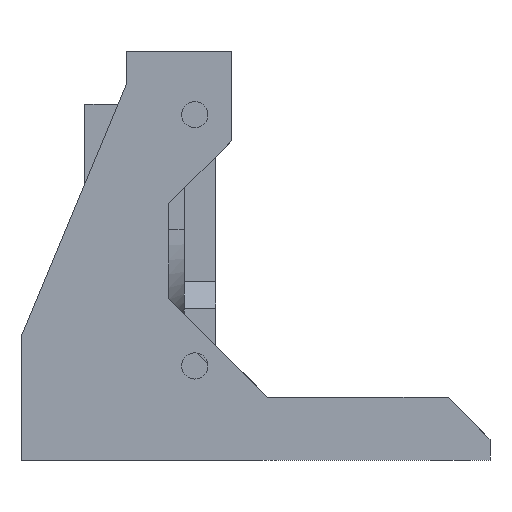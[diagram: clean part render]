
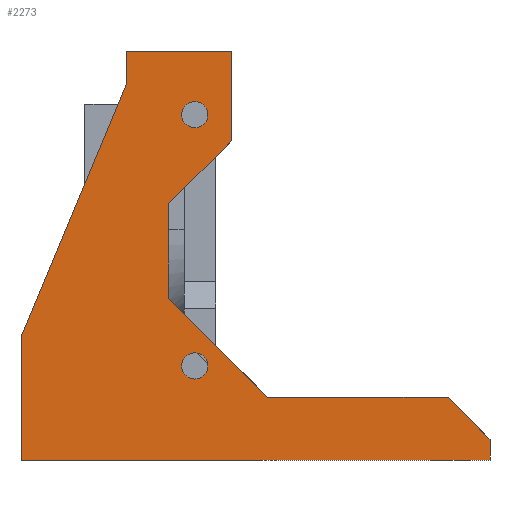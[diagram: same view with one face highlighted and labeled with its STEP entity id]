
A CAD part, left-side view. The second image highlights one B-rep face of the part: STEP entity #2273.
In plain terms, the highlighted planar face has unit normal (-1, 0, 0).
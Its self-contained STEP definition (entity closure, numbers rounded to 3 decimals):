
#90 = VERTEX_POINT ( 'NONE', #1614 ) ;
#143 = VECTOR ( 'NONE', #636, 1000. ) ;
#155 = CARTESIAN_POINT ( 'NONE',  ( 0., 21.225, 6. ) ) ;
#173 = CARTESIAN_POINT ( 'NONE',  ( 0., 24.7, 30.49 ) ) ;
#174 = CIRCLE ( 'NONE', #2222, 1.25 ) ;
#208 = DIRECTION ( 'NONE',  ( 0., 0., -1. ) ) ;
#249 = EDGE_CURVE ( 'NONE', #1461, #1541, #174, .T. ) ;
#256 = EDGE_CURVE ( 'NONE', #1886, #585, #1260, .T. ) ;
#299 = VECTOR ( 'NONE', #2258, 1000. ) ;
#350 = ORIENTED_EDGE ( 'NONE', *, *, #710, .T. ) ;
#371 = ORIENTED_EDGE ( 'NONE', *, *, #1930, .T. ) ;
#479 = DIRECTION ( 'NONE',  ( 0., 0., 1. ) ) ;
#499 = VECTOR ( 'NONE', #2451, 1000. ) ;
#530 = CARTESIAN_POINT ( 'NONE',  ( 0., 30.7, 24.49 ) ) ;
#533 = DIRECTION ( 'NONE',  ( -1., 0., 0. ) ) ;
#544 = CARTESIAN_POINT ( 'NONE',  ( 0., 34.7, 39. ) ) ;
#585 = VERTEX_POINT ( 'NONE', #2807 ) ;
#595 = ORIENTED_EDGE ( 'NONE', *, *, #2696, .T. ) ;
#599 = CARTESIAN_POINT ( 'NONE',  ( 0., 0., 6. ) ) ;
#619 = VECTOR ( 'NONE', #2465, 1000. ) ;
#636 = DIRECTION ( 'NONE',  ( 0., -1., 0. ) ) ;
#678 = VECTOR ( 'NONE', #2373, 1000. ) ;
#710 = EDGE_CURVE ( 'NONE', #3254, #1353, #1665, .T. ) ;
#717 = CARTESIAN_POINT ( 'NONE',  ( 0., 34.7, 36. ) ) ;
#737 = FACE_OUTER_BOUND ( 'NONE', #1449, .T. ) ;
#770 = CARTESIAN_POINT ( 'NONE',  ( 0., 0., 2. ) ) ;
#795 = VECTOR ( 'NONE', #2072, 1000. ) ;
#828 = VERTEX_POINT ( 'NONE', #3296 ) ;
#832 = VERTEX_POINT ( 'NONE', #1298 ) ;
#891 = EDGE_CURVE ( 'NONE', #832, #3397, #1002, .T. ) ;
#914 = VECTOR ( 'NONE', #479, 1000. ) ;
#982 = ORIENTED_EDGE ( 'NONE', *, *, #1103, .F. ) ;
#1002 = LINE ( 'NONE', #717, #2283 ) ;
#1006 = ORIENTED_EDGE ( 'NONE', *, *, #2563, .T. ) ;
#1063 = LINE ( 'NONE', #530, #1091 ) ;
#1091 = VECTOR ( 'NONE', #1612, 1000. ) ;
#1103 = EDGE_CURVE ( 'NONE', #585, #1886, #1137, .T. ) ;
#1128 = CARTESIAN_POINT ( 'NONE',  ( 0., 30.7, 15.475 ) ) ;
#1137 = CIRCLE ( 'NONE', #3071, 1.25 ) ;
#1198 = LINE ( 'NONE', #2933, #678 ) ;
#1221 = ORIENTED_EDGE ( 'NONE', *, *, #891, .T. ) ;
#1260 = CIRCLE ( 'NONE', #3365, 1.25 ) ;
#1298 = CARTESIAN_POINT ( 'NONE',  ( 0., 34.7, 36. ) ) ;
#1300 = DIRECTION ( 'NONE',  ( -1., 0., 0. ) ) ;
#1353 = VERTEX_POINT ( 'NONE', #544 ) ;
#1407 = CARTESIAN_POINT ( 'NONE',  ( 0., 4.004, 6. ) ) ;
#1449 = EDGE_LOOP ( 'NONE', ( #3563, #2629, #2542, #2293, #1006, #371, #3712, #350, #595, #1221, #3658, #2505 ) ) ;
#1461 = VERTEX_POINT ( 'NONE', #2392 ) ;
#1541 = VERTEX_POINT ( 'NONE', #2710 ) ;
#1590 = PLANE ( 'NONE',  #1819 ) ;
#1606 = FACE_BOUND ( 'NONE', #2770, .T. ) ;
#1608 = DIRECTION ( 'NONE',  ( 0., 0., 1. ) ) ;
#1612 = DIRECTION ( 'NONE',  ( 0., -0.707, 0.707 ) ) ;
#1614 = CARTESIAN_POINT ( 'NONE',  ( 0., 0., 0. ) ) ;
#1638 = AXIS2_PLACEMENT_3D ( 'NONE', #2477, #2211, #3325 ) ;
#1646 = CARTESIAN_POINT ( 'NONE',  ( 0., 44.7, 0. ) ) ;
#1665 = LINE ( 'NONE', #2575, #299 ) ;
#1771 = LINE ( 'NONE', #3588, #795 ) ;
#1819 = AXIS2_PLACEMENT_3D ( 'NONE', #3353, #3297, #208 ) ;
#1858 = CARTESIAN_POINT ( 'NONE',  ( 0., 30.7, 24.49 ) ) ;
#1886 = VERTEX_POINT ( 'NONE', #1921 ) ;
#1890 = CARTESIAN_POINT ( 'NONE',  ( 0., 24.7, 30.49 ) ) ;
#1913 = VERTEX_POINT ( 'NONE', #1890 ) ;
#1921 = CARTESIAN_POINT ( 'NONE',  ( 0., 28.2, 7.75 ) ) ;
#1930 = EDGE_CURVE ( 'NONE', #2755, #1913, #1063, .T. ) ;
#1949 = EDGE_CURVE ( 'NONE', #1913, #3254, #3610, .T. ) ;
#1970 = EDGE_CURVE ( 'NONE', #1541, #1461, #3505, .T. ) ;
#2072 = DIRECTION ( 'NONE',  ( 0., -1., 0. ) ) ;
#2085 = VERTEX_POINT ( 'NONE', #1128 ) ;
#2141 = EDGE_CURVE ( 'NONE', #2324, #90, #1771, .T. ) ;
#2144 = EDGE_CURVE ( 'NONE', #3322, #2305, #2413, .T. ) ;
#2184 = ORIENTED_EDGE ( 'NONE', *, *, #1970, .F. ) ;
#2211 = DIRECTION ( 'NONE',  ( -1., 0., 0. ) ) ;
#2215 = CARTESIAN_POINT ( 'NONE',  ( 0., 24.7, 39. ) ) ;
#2222 = AXIS2_PLACEMENT_3D ( 'NONE', #2607, #3114, #3720 ) ;
#2258 = DIRECTION ( 'NONE',  ( 0., 1., 0. ) ) ;
#2271 = DIRECTION ( 'NONE',  ( 0., 0., -1. ) ) ;
#2273 = ADVANCED_FACE ( 'NONE', ( #1606, #2789, #737 ), #1590, .F. ) ;
#2283 = VECTOR ( 'NONE', #2731, 1000. ) ;
#2293 = ORIENTED_EDGE ( 'NONE', *, *, #3624, .T. ) ;
#2296 = VECTOR ( 'NONE', #2271, 1000. ) ;
#2305 = VERTEX_POINT ( 'NONE', #770 ) ;
#2324 = VERTEX_POINT ( 'NONE', #1646 ) ;
#2373 = DIRECTION ( 'NONE',  ( 0., 0., 1. ) ) ;
#2392 = CARTESIAN_POINT ( 'NONE',  ( 0., 28.2, 34.25 ) ) ;
#2413 = LINE ( 'NONE', #3548, #2592 ) ;
#2448 = CARTESIAN_POINT ( 'NONE',  ( 0., 44.7, 12. ) ) ;
#2451 = DIRECTION ( 'NONE',  ( 0., 0.707, 0.707 ) ) ;
#2465 = DIRECTION ( 'NONE',  ( 0., 0., -1. ) ) ;
#2477 = CARTESIAN_POINT ( 'NONE',  ( 0., 28.2, 33. ) ) ;
#2487 = LINE ( 'NONE', #2448, #2602 ) ;
#2501 = LINE ( 'NONE', #3090, #619 ) ;
#2505 = ORIENTED_EDGE ( 'NONE', *, *, #2141, .T. ) ;
#2508 = EDGE_CURVE ( 'NONE', #2305, #90, #3121, .T. ) ;
#2536 = LINE ( 'NONE', #3701, #143 ) ;
#2542 = ORIENTED_EDGE ( 'NONE', *, *, #2898, .F. ) ;
#2563 = EDGE_CURVE ( 'NONE', #2085, #2755, #1198, .T. ) ;
#2575 = CARTESIAN_POINT ( 'NONE',  ( 0., 34.7, 39. ) ) ;
#2592 = VECTOR ( 'NONE', #3225, 1000. ) ;
#2602 = VECTOR ( 'NONE', #3602, 1000. ) ;
#2607 = CARTESIAN_POINT ( 'NONE',  ( 0., 28.2, 33. ) ) ;
#2629 = ORIENTED_EDGE ( 'NONE', *, *, #2144, .F. ) ;
#2665 = CARTESIAN_POINT ( 'NONE',  ( 0., 44.7, 12. ) ) ;
#2669 = EDGE_CURVE ( 'NONE', #3397, #2324, #2487, .T. ) ;
#2696 = EDGE_CURVE ( 'NONE', #1353, #832, #2501, .T. ) ;
#2710 = CARTESIAN_POINT ( 'NONE',  ( 0., 28.2, 31.75 ) ) ;
#2731 = DIRECTION ( 'NONE',  ( 0., 0.385, -0.923 ) ) ;
#2755 = VERTEX_POINT ( 'NONE', #1858 ) ;
#2770 = EDGE_LOOP ( 'NONE', ( #3252, #2184 ) ) ;
#2789 = FACE_BOUND ( 'NONE', #2970, .T. ) ;
#2807 = CARTESIAN_POINT ( 'NONE',  ( 0., 28.2, 10.25 ) ) ;
#2898 = EDGE_CURVE ( 'NONE', #828, #3322, #2536, .T. ) ;
#2933 = CARTESIAN_POINT ( 'NONE',  ( 0., 30.7, -51.755 ) ) ;
#2970 = EDGE_LOOP ( 'NONE', ( #982, #3641 ) ) ;
#3071 = AXIS2_PLACEMENT_3D ( 'NONE', #3632, #1300, #1608 ) ;
#3090 = CARTESIAN_POINT ( 'NONE',  ( 0., 34.7, 6. ) ) ;
#3114 = DIRECTION ( 'NONE',  ( -1., 0., 0. ) ) ;
#3121 = LINE ( 'NONE', #599, #2296 ) ;
#3225 = DIRECTION ( 'NONE',  ( 0., -0.707, -0.707 ) ) ;
#3252 = ORIENTED_EDGE ( 'NONE', *, *, #249, .F. ) ;
#3254 = VERTEX_POINT ( 'NONE', #2215 ) ;
#3296 = CARTESIAN_POINT ( 'NONE',  ( 0., 21.225, 6. ) ) ;
#3297 = DIRECTION ( 'NONE',  ( 1., 0., 0. ) ) ;
#3322 = VERTEX_POINT ( 'NONE', #1407 ) ;
#3325 = DIRECTION ( 'NONE',  ( 0., 0., 1. ) ) ;
#3353 = CARTESIAN_POINT ( 'NONE',  ( 0., 0., 6. ) ) ;
#3365 = AXIS2_PLACEMENT_3D ( 'NONE', #3709, #533, #3741 ) ;
#3397 = VERTEX_POINT ( 'NONE', #2665 ) ;
#3505 = CIRCLE ( 'NONE', #1638, 1.25 ) ;
#3548 = CARTESIAN_POINT ( 'NONE',  ( 0., 0., 2. ) ) ;
#3563 = ORIENTED_EDGE ( 'NONE', *, *, #2508, .F. ) ;
#3588 = CARTESIAN_POINT ( 'NONE',  ( 0., 0., 0. ) ) ;
#3590 = LINE ( 'NONE', #155, #499 ) ;
#3602 = DIRECTION ( 'NONE',  ( 0., 0., -1. ) ) ;
#3610 = LINE ( 'NONE', #173, #914 ) ;
#3624 = EDGE_CURVE ( 'NONE', #828, #2085, #3590, .T. ) ;
#3632 = CARTESIAN_POINT ( 'NONE',  ( 0., 28.2, 9. ) ) ;
#3641 = ORIENTED_EDGE ( 'NONE', *, *, #256, .F. ) ;
#3658 = ORIENTED_EDGE ( 'NONE', *, *, #2669, .T. ) ;
#3701 = CARTESIAN_POINT ( 'NONE',  ( 0., 0., 6. ) ) ;
#3709 = CARTESIAN_POINT ( 'NONE',  ( 0., 28.2, 9. ) ) ;
#3712 = ORIENTED_EDGE ( 'NONE', *, *, #1949, .T. ) ;
#3720 = DIRECTION ( 'NONE',  ( 0., 0., 1. ) ) ;
#3741 = DIRECTION ( 'NONE',  ( 0., 0., 1. ) ) ;
